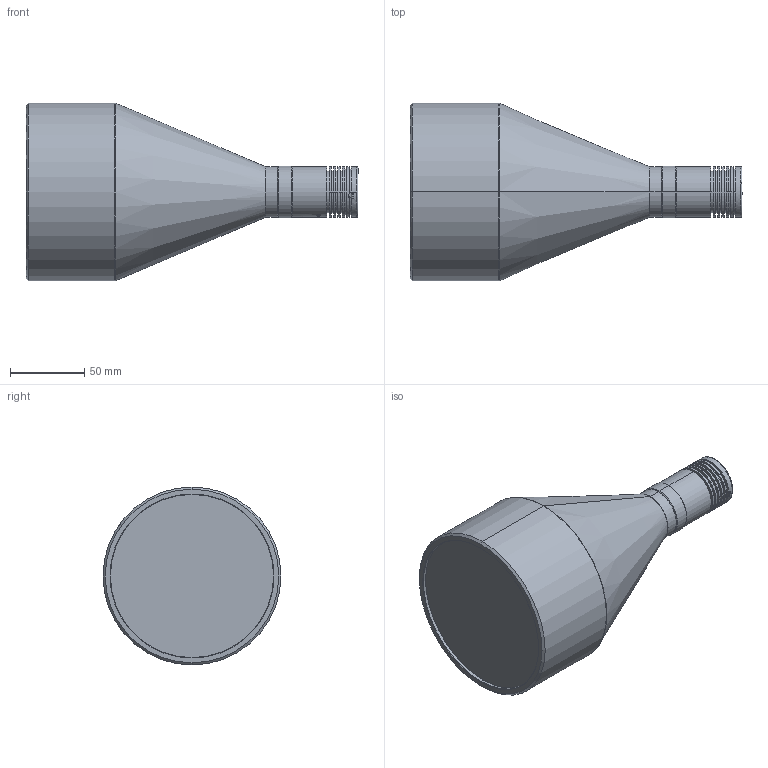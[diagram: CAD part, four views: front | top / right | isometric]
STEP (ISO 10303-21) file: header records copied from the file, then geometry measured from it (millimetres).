
FILE_DESCRIPTION (( 'STEP AP203' ), '1' );
FILE_NAME ('DTCL-90.STEP', '2019-12-02T01:38:32', ( 'Windows 蚚誧' ), ( '' ), 'SwSTEP 2.0', 'SolidWorks 2017', '' );
FILE_SCHEMA (( 'CONFIG_CONTROL_DESIGN' ));
Length unit declared in the file: millimetre
Products named in the file (1): DTCL-90
Bounding box: 223.91 x 120 x 120 mm (x, y, z)
Volume: 1233423.9 mm3; surface area: 71871.8 mm2
Topology: 4 solids, 7 shells, 133 faces, 303 edges, 189 vertices
Faces by surface type: cylinder 65, cone 34, plane 28, bspline 6
Entity records: 4259 total; most frequent: CARTESIAN_POINT 1336, DIRECTION 615, ORIENTED_EDGE 570, EDGE_CURVE 285, AXIS2_PLACEMENT_3D 260, VERTEX_POINT 183, EDGE_LOOP 150, CIRCLE 135
